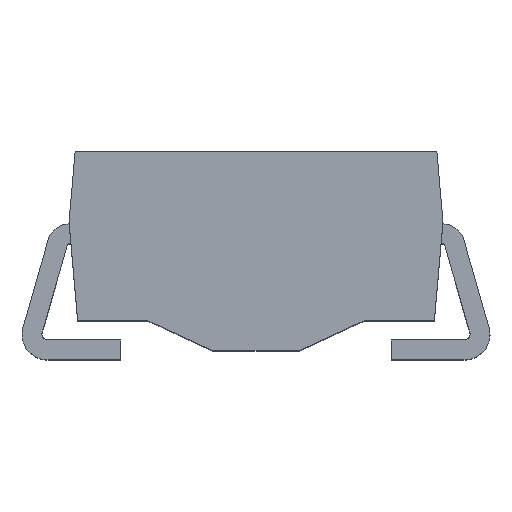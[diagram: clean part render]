
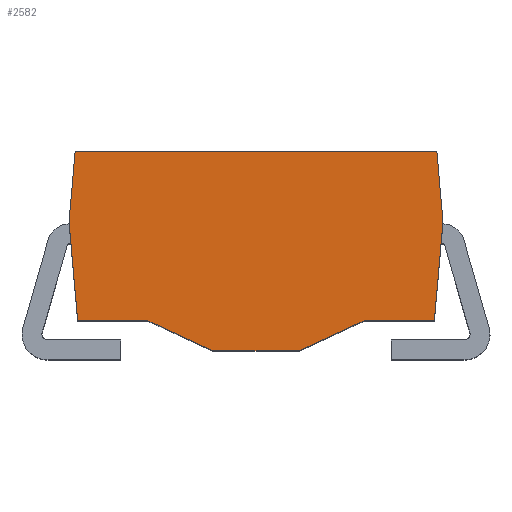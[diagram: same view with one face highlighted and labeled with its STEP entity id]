
A CAD part, top view. The second image highlights one B-rep face of the part: STEP entity #2582.
In plain terms, the highlighted planar face has unit normal (0, 0, 1).
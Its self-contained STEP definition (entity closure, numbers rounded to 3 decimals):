
#323=ORIENTED_EDGE('',*,*,#852,.T.);
#324=ORIENTED_EDGE('',*,*,#900,.T.);
#325=ORIENTED_EDGE('',*,*,#813,.T.);
#326=ORIENTED_EDGE('',*,*,#899,.T.);
#327=ORIENTED_EDGE('',*,*,#897,.T.);
#328=ORIENTED_EDGE('',*,*,#895,.T.);
#329=ORIENTED_EDGE('',*,*,#893,.T.);
#330=ORIENTED_EDGE('',*,*,#891,.T.);
#331=ORIENTED_EDGE('',*,*,#806,.T.);
#332=ORIENTED_EDGE('',*,*,#890,.T.);
#806=EDGE_CURVE('',#1106,#1105,#1305,.T.);
#813=EDGE_CURVE('',#1113,#1112,#1312,.T.);
#852=EDGE_CURVE('',#1152,#1151,#1320,.T.);
#890=EDGE_CURVE('',#1105,#1152,#1330,.T.);
#891=EDGE_CURVE('',#1186,#1106,#1331,.T.);
#893=EDGE_CURVE('',#1187,#1186,#1333,.T.);
#895=EDGE_CURVE('',#1188,#1187,#1335,.T.);
#897=EDGE_CURVE('',#1189,#1188,#1337,.T.);
#899=EDGE_CURVE('',#1112,#1189,#1339,.T.);
#900=EDGE_CURVE('',#1151,#1113,#1340,.T.);
#1105=VERTEX_POINT('',#3227);
#1106=VERTEX_POINT('',#3229);
#1112=VERTEX_POINT('',#3242);
#1113=VERTEX_POINT('',#3244);
#1151=VERTEX_POINT('',#3458);
#1152=VERTEX_POINT('',#3460);
#1186=VERTEX_POINT('',#3682);
#1187=VERTEX_POINT('',#3686);
#1188=VERTEX_POINT('',#3690);
#1189=VERTEX_POINT('',#3694);
#1305=LINE('',#3228,#1456);
#1312=LINE('',#3243,#1463);
#1320=LINE('',#3459,#1471);
#1330=LINE('',#3679,#1481);
#1331=LINE('',#3681,#1482);
#1333=LINE('',#3685,#1484);
#1335=LINE('',#3689,#1486);
#1337=LINE('',#3693,#1488);
#1339=LINE('',#3697,#1490);
#1340=LINE('',#3699,#1491);
#1456=VECTOR('',#2826,1000.);
#1463=VECTOR('',#2835,1000.);
#1471=VECTOR('',#2845,1000.);
#1481=VECTOR('',#2859,1000.);
#1482=VECTOR('',#2862,1000.);
#1484=VECTOR('',#2866,1000.);
#1486=VECTOR('',#2870,1000.);
#1488=VECTOR('',#2874,1000.);
#1490=VECTOR('',#2878,1000.);
#1491=VECTOR('',#2881,1000.);
#1626=EDGE_LOOP('',(#323,#324,#325,#326,#327,#328,#329,#330,#331,#332));
#1753=FACE_BOUND('',#1626,.T.);
#1870=PLANE('',#2707);
#2582=ADVANCED_FACE('',(#1753),#1870,.T.);
#2707=AXIS2_PLACEMENT_3D('',#3700,#2882,#2883);
#2826=DIRECTION('',(0.087,0.996,0.));
#2835=DIRECTION('',(0.087,-0.996,0.));
#2845=DIRECTION('',(-1.,0.,0.));
#2859=DIRECTION('',(-0.087,0.996,0.));
#2862=DIRECTION('',(1.,0.,0.));
#2866=DIRECTION('',(0.908,0.42,0.));
#2870=DIRECTION('',(1.,0.,0.));
#2874=DIRECTION('',(0.908,-0.42,0.));
#2878=DIRECTION('',(1.,0.,0.));
#2881=DIRECTION('',(-0.087,-0.996,0.));
#2882=DIRECTION('',(0.,0.,1.));
#2883=DIRECTION('',(1.,0.,0.));
#3227=CARTESIAN_POINT('',(2.158,0.198,1.81));
#3228=CARTESIAN_POINT('',(2.065,-0.865,1.81));
#3229=CARTESIAN_POINT('',(2.058,-0.945,1.81));
#3242=CARTESIAN_POINT('',(-2.058,-0.945,1.81));
#3243=CARTESIAN_POINT('',(-2.158,0.198,1.81));
#3244=CARTESIAN_POINT('',(-2.158,0.198,1.81));
#3458=CARTESIAN_POINT('',(-2.087,1.005,1.81));
#3459=CARTESIAN_POINT('',(2.087,1.005,1.81));
#3460=CARTESIAN_POINT('',(2.087,1.005,1.81));
#3679=CARTESIAN_POINT('',(2.158,0.198,1.81));
#3681=CARTESIAN_POINT('',(1.246,-0.945,1.81));
#3682=CARTESIAN_POINT('',(1.246,-0.945,1.81));
#3685=CARTESIAN_POINT('',(0.5,-1.29,1.81));
#3686=CARTESIAN_POINT('',(0.5,-1.29,1.81));
#3689=CARTESIAN_POINT('',(-0.5,-1.29,1.81));
#3690=CARTESIAN_POINT('',(-0.5,-1.29,1.81));
#3693=CARTESIAN_POINT('',(-1.246,-0.945,1.81));
#3694=CARTESIAN_POINT('',(-1.246,-0.945,1.81));
#3697=CARTESIAN_POINT('',(-2.065,-0.945,1.81));
#3699=CARTESIAN_POINT('',(-2.087,1.005,1.81));
#3700=CARTESIAN_POINT('',(0.,0.,1.81));
